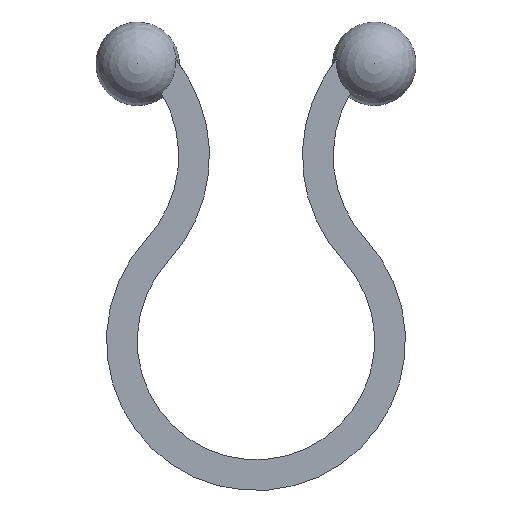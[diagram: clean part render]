
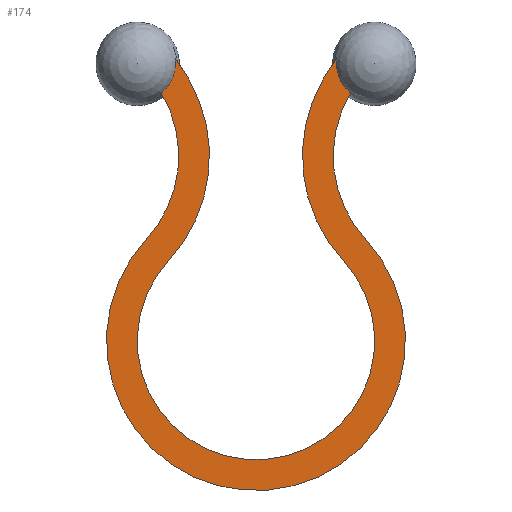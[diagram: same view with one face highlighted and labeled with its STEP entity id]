
A CAD part, front view. The second image highlights one B-rep face of the part: STEP entity #174.
In plain terms, the highlighted planar face has unit normal (0, -1, 0).
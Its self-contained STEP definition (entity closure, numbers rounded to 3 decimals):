
#21=PLANE('',#212);
#37=CIRCLE('',#191,2.447);
#38=CIRCLE('',#193,10.);
#41=CIRCLE('',#197,8.);
#43=CIRCLE('',#200,7.7);
#45=CIRCLE('',#203,9.7);
#47=CIRCLE('',#206,10.);
#50=CIRCLE('',#211,8.);
#51=CIRCLE('',#213,2.447);
#88=ORIENTED_EDGE('',*,*,#118,.F.);
#89=ORIENTED_EDGE('',*,*,#123,.T.);
#90=ORIENTED_EDGE('',*,*,#121,.T.);
#91=ORIENTED_EDGE('',*,*,#114,.T.);
#92=ORIENTED_EDGE('',*,*,#108,.T.);
#93=ORIENTED_EDGE('',*,*,#103,.T.);
#94=ORIENTED_EDGE('',*,*,#104,.F.);
#95=ORIENTED_EDGE('',*,*,#112,.F.);
#103=EDGE_CURVE('',#125,#127,#37,.F.);
#104=EDGE_CURVE('',#128,#127,#38,.T.);
#108=EDGE_CURVE('',#131,#125,#41,.T.);
#112=EDGE_CURVE('',#133,#128,#43,.T.);
#114=EDGE_CURVE('',#135,#131,#45,.T.);
#118=EDGE_CURVE('',#137,#133,#47,.T.);
#121=EDGE_CURVE('',#139,#135,#50,.T.);
#123=EDGE_CURVE('',#137,#139,#51,.F.);
#125=VERTEX_POINT('',#280);
#127=VERTEX_POINT('',#288);
#128=VERTEX_POINT('',#292);
#131=VERTEX_POINT('',#300);
#133=VERTEX_POINT('',#306);
#135=VERTEX_POINT('',#312);
#137=VERTEX_POINT('',#322);
#139=VERTEX_POINT('',#330);
#152=EDGE_LOOP('',(#88,#89,#90,#91,#92,#93,#94,#95));
#162=FACE_BOUND('',#152,.T.);
#174=ADVANCED_FACE('',(#162),#21,.T.);
#191=AXIS2_PLACEMENT_3D('',#289,#221,#222);
#193=AXIS2_PLACEMENT_3D('',#291,#225,#226);
#197=AXIS2_PLACEMENT_3D('',#299,#234,#235);
#200=AXIS2_PLACEMENT_3D('',#307,#242,#243);
#203=AXIS2_PLACEMENT_3D('',#311,#248,#249);
#206=AXIS2_PLACEMENT_3D('',#323,#255,#256);
#211=AXIS2_PLACEMENT_3D('',#329,#265,#266);
#212=AXIS2_PLACEMENT_3D('',#335,#267,#268);
#213=AXIS2_PLACEMENT_3D('',#336,#269,#270);
#221=DIRECTION('',(0.,-1.,0.));
#222=DIRECTION('',(0.,0.,-1.));
#225=DIRECTION('',(0.,1.,0.));
#226=DIRECTION('',(-0.735,0.,-0.678));
#234=DIRECTION('',(0.,1.,0.));
#235=DIRECTION('',(-0.735,0.,-0.678));
#242=DIRECTION('',(0.,-1.,0.));
#243=DIRECTION('',(-0.735,0.,0.678));
#248=DIRECTION('',(0.,-1.,0.));
#249=DIRECTION('',(-0.735,0.,0.678));
#255=DIRECTION('',(0.,1.,0.));
#256=DIRECTION('',(0.721,0.,0.692));
#265=DIRECTION('',(0.,1.,0.));
#266=DIRECTION('',(0.721,0.,0.692));
#267=DIRECTION('',(0.,-1.,0.));
#268=DIRECTION('',(0.,0.,-1.));
#269=DIRECTION('',(0.,-1.,0.));
#270=DIRECTION('',(0.,0.,-1.));
#280=CARTESIAN_POINT('',(6.132,-1.2,25.776));
#288=CARTESIAN_POINT('',(5.25,-1.2,27.999));
#289=CARTESIAN_POINT('',(7.675,-1.2,27.675));
#291=CARTESIAN_POINT('',(13.014,-1.2,21.697));
#292=CARTESIAN_POINT('',(5.661,-1.2,14.919));
#299=CARTESIAN_POINT('',(13.014,-1.2,21.697));
#300=CARTESIAN_POINT('',(7.132,-1.2,16.275));
#306=CARTESIAN_POINT('',(-5.661,-1.2,14.919));
#307=CARTESIAN_POINT('',(0.,-1.2,9.7));
#311=CARTESIAN_POINT('',(0.,-1.2,9.7));
#312=CARTESIAN_POINT('',(-7.132,-1.2,16.275));
#322=CARTESIAN_POINT('',(-5.25,-1.2,27.999));
#323=CARTESIAN_POINT('',(-13.014,-1.2,21.697));
#329=CARTESIAN_POINT('',(-13.014,-1.2,21.697));
#330=CARTESIAN_POINT('',(-6.132,-1.2,25.776));
#335=CARTESIAN_POINT('',(-7.242,-1.2,27.236));
#336=CARTESIAN_POINT('',(-7.675,-1.2,27.675));
